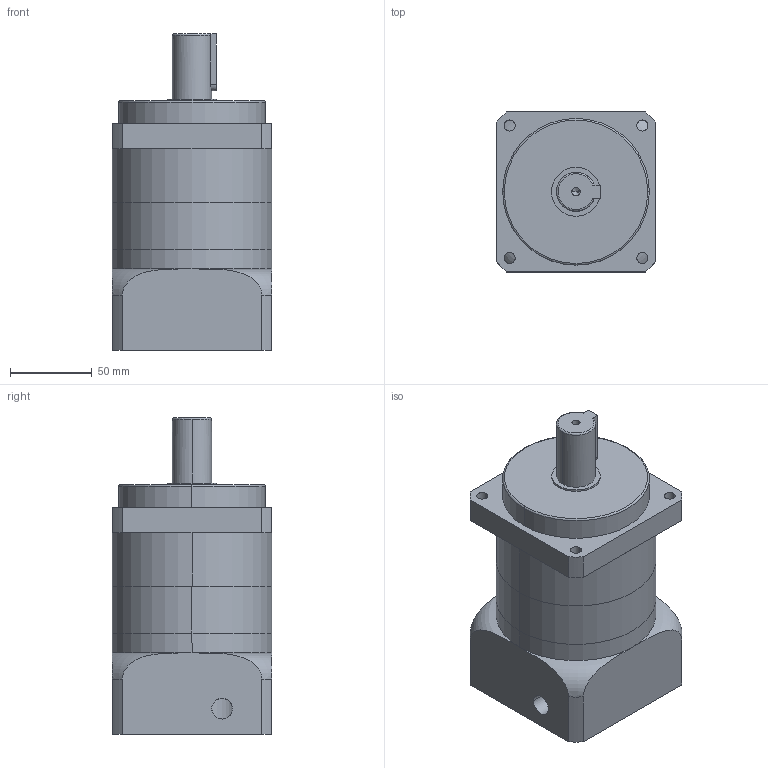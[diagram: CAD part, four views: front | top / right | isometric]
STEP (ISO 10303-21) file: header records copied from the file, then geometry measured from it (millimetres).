
FILE_DESCRIPTION (( 'STEP AP214' ), '1' );
FILE_NAME ('DN100-L2-XX-19-70-90-M6_2019.STEP', '2019-03-13T11:48:24', ( 'Y' ), ( 'NCU' ), 'SwSTEP 2.0', 'SolidWorks 2016', '' );
FILE_SCHEMA (( 'AUTOMOTIVE_DESIGN' ));
Length unit declared in the file: millimetre
Products named in the file (1): DN100-L2-XX-19-70-90-M6_2019
Bounding box: 98 x 98 x 194 mm (x, y, z)
Volume: 1143237.1 mm3; surface area: 141994.7 mm2
Topology: 3 solids, 3 shells, 249 faces, 583 edges, 370 vertices
Faces by surface type: plane 112, cylinder 104, cone 26, torus 7
Entity records: 8691 total; most frequent: CARTESIAN_POINT 1947, DIRECTION 1268, ORIENTED_EDGE 1146, EDGE_CURVE 573, AXIS2_PLACEMENT_3D 473, VERTEX_POINT 370, LINE 322, VECTOR 322
